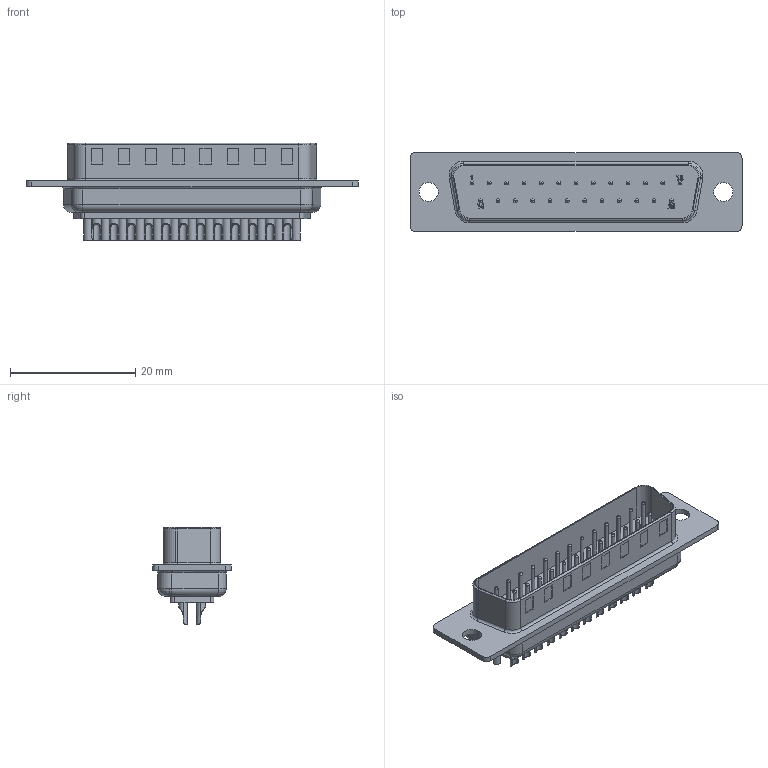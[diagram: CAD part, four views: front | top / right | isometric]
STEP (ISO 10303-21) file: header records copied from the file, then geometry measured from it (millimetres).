
FILE_DESCRIPTION(('FreeCAD Model'),'2;1');
FILE_NAME('Open CASCADE Shape Model','2021-06-09T20:42:32',('Author'),( ''),'Open CASCADE STEP processor 7.5','FreeCAD','Unknown');
FILE_SCHEMA(('AUTOMOTIVE_DESIGN { 1 0 10303 214 1 1 1 1 }'));
Length unit declared in the file: millimetre
Products named in the file (1): 171-025-103
Bounding box: 53 x 12.6 x 15.52 mm (x, y, z)
Volume: 2830.2 mm3; surface area: 3883.8 mm2
Topology: 1 solids, 1 shells, 822 faces, 1979 edges, 1258 vertices
Faces by surface type: plane 383, cylinder 315, revolution 55, bspline 54, torus 15
Entity records: 31429 total; most frequent: CARTESIAN_POINT 9230, ORIENTED_EDGE 3958, DIRECTION 3618, EDGE_CURVE 1979, VERTEX_POINT 1258, AXIS2_PLACEMENT_3D 1224, LINE 1115, VECTOR 1115
